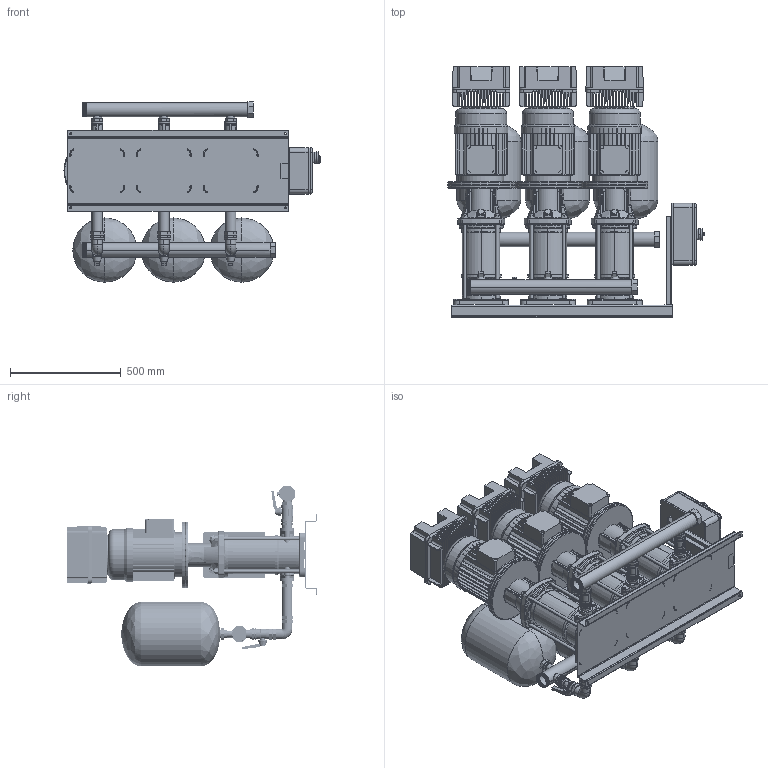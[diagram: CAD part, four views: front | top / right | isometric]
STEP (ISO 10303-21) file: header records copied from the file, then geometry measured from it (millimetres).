
FILE_DESCRIPTION (( 'STEP AP214' ), '1' );
FILE_NAME ('3SBI 20-7 TE ZB00050661.STEP', '2022-02-04T07:56:50', ( '' ), ( '' ), 'SwSTEP 2.0', 'SolidWorks 2020', '' );
FILE_SCHEMA (( 'AUTOMOTIVE_DESIGN' ));
Length unit declared in the file: mil
Products named in the file (1): 3SBI 20-7 TE ZB00050661
Bounding box: 1158.25 x 1131 x 815.1 mm (x, y, z)
Volume: 168522566 mm3; surface area: 12102255.1 mm2
Topology: 80 solids, 96 shells, 4367 faces, 10985 edges, 6940 vertices
Faces by surface type: plane 1998, cylinder 1352, bspline 546, torus 267, cone 190, sphere 14
Entity records: 208674 total; most frequent: CARTESIAN_POINT 108779, ORIENTED_EDGE 21900, DIRECTION 18177, EDGE_CURVE 10950, VERTEX_POINT 6940, AXIS2_PLACEMENT_3D 6354, LINE 5469, VECTOR 5469
